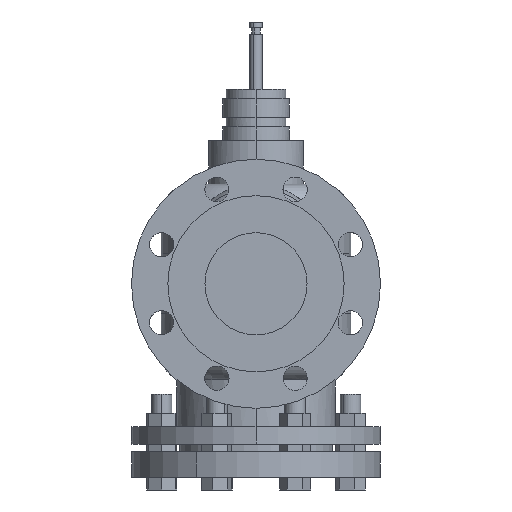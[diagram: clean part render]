
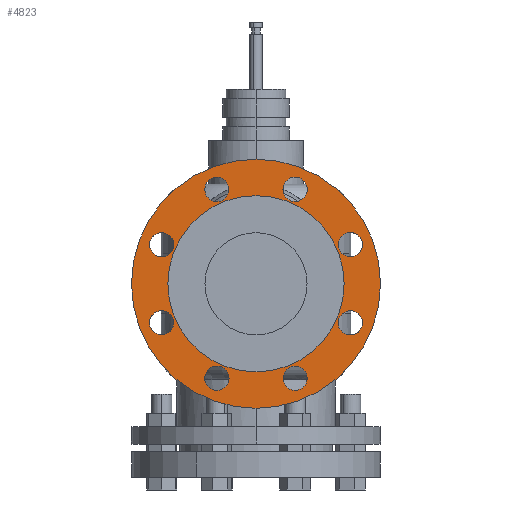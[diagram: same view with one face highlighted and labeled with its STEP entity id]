
A CAD part, left-side view. The second image highlights one B-rep face of the part: STEP entity #4823.
In plain terms, the highlighted planar face has unit normal (-1, 0, 0).
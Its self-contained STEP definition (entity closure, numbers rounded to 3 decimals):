
#3862=CARTESIAN_POINT('Vertex',(-150.5,0.,32.5)) ;
#3869=CARTESIAN_POINT('Vertex',(-150.5,0.,227.5)) ;
#3872=CARTESIAN_POINT('Axis2P3D Location',(-150.5,0.,130.)) ;
#3884=CARTESIAN_POINT('Axis2P3D Location',(-150.5,0.,130.)) ;
#3905=CARTESIAN_POINT('Vertex',(-150.5,-67.193,167.332)) ;
#3908=CARTESIAN_POINT('Axis2P3D Location',(-150.5,-73.91,160.615)) ;
#3912=CARTESIAN_POINT('Vertex',(-150.5,-80.628,153.897)) ;
#3927=CARTESIAN_POINT('Axis2P3D Location',(-150.5,-73.91,160.615)) ;
#3948=CARTESIAN_POINT('Vertex',(-150.5,-21.115,203.91)) ;
#3951=CARTESIAN_POINT('Axis2P3D Location',(-150.5,-30.615,203.91)) ;
#3955=CARTESIAN_POINT('Vertex',(-150.5,-40.115,203.91)) ;
#3970=CARTESIAN_POINT('Axis2P3D Location',(-150.5,-30.615,203.91)) ;
#3991=CARTESIAN_POINT('Vertex',(-150.5,-73.91,108.885)) ;
#3994=CARTESIAN_POINT('Axis2P3D Location',(-150.5,-73.91,99.385)) ;
#3998=CARTESIAN_POINT('Vertex',(-150.5,-73.91,89.885)) ;
#4013=CARTESIAN_POINT('Axis2P3D Location',(-150.5,-73.91,99.385)) ;
#4034=CARTESIAN_POINT('Vertex',(-150.5,-37.332,62.807)) ;
#4037=CARTESIAN_POINT('Axis2P3D Location',(-150.5,-30.615,56.09)) ;
#4041=CARTESIAN_POINT('Vertex',(-150.5,-23.897,49.372)) ;
#4056=CARTESIAN_POINT('Axis2P3D Location',(-150.5,-30.615,56.09)) ;
#4077=CARTESIAN_POINT('Vertex',(-150.5,21.115,56.09)) ;
#4080=CARTESIAN_POINT('Axis2P3D Location',(-150.5,30.615,56.09)) ;
#4084=CARTESIAN_POINT('Vertex',(-150.5,40.115,56.09)) ;
#4099=CARTESIAN_POINT('Axis2P3D Location',(-150.5,30.615,56.09)) ;
#4120=CARTESIAN_POINT('Vertex',(-150.5,67.193,92.668)) ;
#4123=CARTESIAN_POINT('Axis2P3D Location',(-150.5,73.91,99.385)) ;
#4127=CARTESIAN_POINT('Vertex',(-150.5,80.628,106.103)) ;
#4142=CARTESIAN_POINT('Axis2P3D Location',(-150.5,73.91,99.385)) ;
#4163=CARTESIAN_POINT('Vertex',(-150.5,73.91,151.115)) ;
#4166=CARTESIAN_POINT('Axis2P3D Location',(-150.5,73.91,160.615)) ;
#4170=CARTESIAN_POINT('Vertex',(-150.5,73.91,170.115)) ;
#4185=CARTESIAN_POINT('Axis2P3D Location',(-150.5,73.91,160.615)) ;
#4206=CARTESIAN_POINT('Vertex',(-150.5,37.332,197.193)) ;
#4209=CARTESIAN_POINT('Axis2P3D Location',(-150.5,30.615,203.91)) ;
#4213=CARTESIAN_POINT('Vertex',(-150.5,23.897,210.628)) ;
#4228=CARTESIAN_POINT('Axis2P3D Location',(-150.5,30.615,203.91)) ;
#4764=CARTESIAN_POINT('Axis2P3D Location',(-150.5,0.,81.25)) ;
#4773=CARTESIAN_POINT('Axis2P3D Location',(-150.5,0.,130.)) ;
#4777=CARTESIAN_POINT('Vertex',(-150.5,0.,199.)) ;
#4779=CARTESIAN_POINT('Vertex',(-150.5,0.,61.)) ;
#4782=CARTESIAN_POINT('Axis2P3D Location',(-150.5,0.,130.)) ;
#3873=DIRECTION('Axis2P3D Direction',(1.,0.,0.)) ;
#3885=DIRECTION('Axis2P3D Direction',(1.,0.,0.)) ;
#3909=DIRECTION('Axis2P3D Direction',(-1.,-0.,0.)) ;
#3928=DIRECTION('Axis2P3D Direction',(-1.,-0.,0.)) ;
#3952=DIRECTION('Axis2P3D Direction',(-1.,-0.,0.)) ;
#3971=DIRECTION('Axis2P3D Direction',(-1.,-0.,0.)) ;
#3995=DIRECTION('Axis2P3D Direction',(-1.,-0.,-0.)) ;
#4014=DIRECTION('Axis2P3D Direction',(-1.,-0.,-0.)) ;
#4038=DIRECTION('Axis2P3D Direction',(-1.,0.,-0.)) ;
#4057=DIRECTION('Axis2P3D Direction',(-1.,0.,-0.)) ;
#4081=DIRECTION('Axis2P3D Direction',(-1.,0.,-0.)) ;
#4100=DIRECTION('Axis2P3D Direction',(-1.,0.,-0.)) ;
#4124=DIRECTION('Axis2P3D Direction',(-1.,0.,0.)) ;
#4143=DIRECTION('Axis2P3D Direction',(-1.,0.,0.)) ;
#4167=DIRECTION('Axis2P3D Direction',(-1.,0.,0.)) ;
#4186=DIRECTION('Axis2P3D Direction',(-1.,0.,0.)) ;
#4210=DIRECTION('Axis2P3D Direction',(-1.,0.,0.)) ;
#4229=DIRECTION('Axis2P3D Direction',(-1.,0.,0.)) ;
#4765=DIRECTION('Axis2P3D Direction',(-1.,0.,0.)) ;
#4766=DIRECTION('Axis2P3D XDirection',(0.,1.,0.)) ;
#4774=DIRECTION('Axis2P3D Direction',(-1.,0.,0.)) ;
#4783=DIRECTION('Axis2P3D Direction',(-1.,0.,0.)) ;
#3874=AXIS2_PLACEMENT_3D('Circle Axis2P3D',#3872,#3873,$) ;
#3886=AXIS2_PLACEMENT_3D('Circle Axis2P3D',#3884,#3885,$) ;
#3910=AXIS2_PLACEMENT_3D('Circle Axis2P3D',#3908,#3909,$) ;
#3929=AXIS2_PLACEMENT_3D('Circle Axis2P3D',#3927,#3928,$) ;
#3953=AXIS2_PLACEMENT_3D('Circle Axis2P3D',#3951,#3952,$) ;
#3972=AXIS2_PLACEMENT_3D('Circle Axis2P3D',#3970,#3971,$) ;
#3996=AXIS2_PLACEMENT_3D('Circle Axis2P3D',#3994,#3995,$) ;
#4015=AXIS2_PLACEMENT_3D('Circle Axis2P3D',#4013,#4014,$) ;
#4039=AXIS2_PLACEMENT_3D('Circle Axis2P3D',#4037,#4038,$) ;
#4058=AXIS2_PLACEMENT_3D('Circle Axis2P3D',#4056,#4057,$) ;
#4082=AXIS2_PLACEMENT_3D('Circle Axis2P3D',#4080,#4081,$) ;
#4101=AXIS2_PLACEMENT_3D('Circle Axis2P3D',#4099,#4100,$) ;
#4125=AXIS2_PLACEMENT_3D('Circle Axis2P3D',#4123,#4124,$) ;
#4144=AXIS2_PLACEMENT_3D('Circle Axis2P3D',#4142,#4143,$) ;
#4168=AXIS2_PLACEMENT_3D('Circle Axis2P3D',#4166,#4167,$) ;
#4187=AXIS2_PLACEMENT_3D('Circle Axis2P3D',#4185,#4186,$) ;
#4211=AXIS2_PLACEMENT_3D('Circle Axis2P3D',#4209,#4210,$) ;
#4230=AXIS2_PLACEMENT_3D('Circle Axis2P3D',#4228,#4229,$) ;
#4767=AXIS2_PLACEMENT_3D('Plane Axis2P3D',#4764,#4765,#4766) ;
#4775=AXIS2_PLACEMENT_3D('Circle Axis2P3D',#4773,#4774,$) ;
#4784=AXIS2_PLACEMENT_3D('Circle Axis2P3D',#4782,#4783,$) ;
#3875=CIRCLE('generated circle',#3874,97.5) ;
#3887=CIRCLE('generated circle',#3886,97.5) ;
#3911=CIRCLE('generated circle',#3910,9.5) ;
#3930=CIRCLE('generated circle',#3929,9.5) ;
#3954=CIRCLE('generated circle',#3953,9.5) ;
#3973=CIRCLE('generated circle',#3972,9.5) ;
#3997=CIRCLE('generated circle',#3996,9.5) ;
#4016=CIRCLE('generated circle',#4015,9.5) ;
#4040=CIRCLE('generated circle',#4039,9.5) ;
#4059=CIRCLE('generated circle',#4058,9.5) ;
#4083=CIRCLE('generated circle',#4082,9.5) ;
#4102=CIRCLE('generated circle',#4101,9.5) ;
#4126=CIRCLE('generated circle',#4125,9.5) ;
#4145=CIRCLE('generated circle',#4144,9.5) ;
#4169=CIRCLE('generated circle',#4168,9.5) ;
#4188=CIRCLE('generated circle',#4187,9.5) ;
#4212=CIRCLE('generated circle',#4211,9.5) ;
#4231=CIRCLE('generated circle',#4230,9.5) ;
#4776=CIRCLE('generated circle',#4775,69.) ;
#4785=CIRCLE('generated circle',#4784,69.) ;
#4768=PLANE('',#4767) ;
#4790=FACE_BOUND('',#4787,.T.) ;
#4794=FACE_BOUND('',#4791,.T.) ;
#4798=FACE_BOUND('',#4795,.T.) ;
#4802=FACE_BOUND('',#4799,.T.) ;
#4806=FACE_BOUND('',#4803,.T.) ;
#4810=FACE_BOUND('',#4807,.T.) ;
#4814=FACE_BOUND('',#4811,.T.) ;
#4818=FACE_BOUND('',#4815,.T.) ;
#4822=FACE_BOUND('',#4819,.T.) ;
#3876=EDGE_CURVE('',#3870,#3863,#3875,.T.) ;
#3888=EDGE_CURVE('',#3863,#3870,#3887,.T.) ;
#3914=EDGE_CURVE('',#3906,#3913,#3911,.T.) ;
#3931=EDGE_CURVE('',#3913,#3906,#3930,.T.) ;
#3957=EDGE_CURVE('',#3949,#3956,#3954,.T.) ;
#3974=EDGE_CURVE('',#3956,#3949,#3973,.T.) ;
#4000=EDGE_CURVE('',#3992,#3999,#3997,.T.) ;
#4017=EDGE_CURVE('',#3999,#3992,#4016,.T.) ;
#4043=EDGE_CURVE('',#4035,#4042,#4040,.T.) ;
#4060=EDGE_CURVE('',#4042,#4035,#4059,.T.) ;
#4086=EDGE_CURVE('',#4078,#4085,#4083,.T.) ;
#4103=EDGE_CURVE('',#4085,#4078,#4102,.T.) ;
#4129=EDGE_CURVE('',#4121,#4128,#4126,.T.) ;
#4146=EDGE_CURVE('',#4128,#4121,#4145,.T.) ;
#4172=EDGE_CURVE('',#4164,#4171,#4169,.T.) ;
#4189=EDGE_CURVE('',#4171,#4164,#4188,.T.) ;
#4215=EDGE_CURVE('',#4207,#4214,#4212,.T.) ;
#4232=EDGE_CURVE('',#4214,#4207,#4231,.T.) ;
#4781=EDGE_CURVE('',#4778,#4780,#4776,.T.) ;
#4786=EDGE_CURVE('',#4780,#4778,#4785,.T.) ;
#4770=ORIENTED_EDGE('',*,*,#3888,.F.) ;
#4771=ORIENTED_EDGE('',*,*,#3876,.F.) ;
#4788=ORIENTED_EDGE('',*,*,#4781,.F.) ;
#4789=ORIENTED_EDGE('',*,*,#4786,.F.) ;
#4792=ORIENTED_EDGE('',*,*,#3931,.F.) ;
#4793=ORIENTED_EDGE('',*,*,#3914,.F.) ;
#4796=ORIENTED_EDGE('',*,*,#3974,.F.) ;
#4797=ORIENTED_EDGE('',*,*,#3957,.F.) ;
#4800=ORIENTED_EDGE('',*,*,#4017,.F.) ;
#4801=ORIENTED_EDGE('',*,*,#4000,.F.) ;
#4804=ORIENTED_EDGE('',*,*,#4060,.F.) ;
#4805=ORIENTED_EDGE('',*,*,#4043,.F.) ;
#4808=ORIENTED_EDGE('',*,*,#4103,.F.) ;
#4809=ORIENTED_EDGE('',*,*,#4086,.F.) ;
#4812=ORIENTED_EDGE('',*,*,#4146,.F.) ;
#4813=ORIENTED_EDGE('',*,*,#4129,.F.) ;
#4816=ORIENTED_EDGE('',*,*,#4189,.F.) ;
#4817=ORIENTED_EDGE('',*,*,#4172,.F.) ;
#4820=ORIENTED_EDGE('',*,*,#4232,.F.) ;
#4821=ORIENTED_EDGE('',*,*,#4215,.F.) ;
#4769=EDGE_LOOP('',(#4770,#4771)) ;
#4787=EDGE_LOOP('',(#4788,#4789)) ;
#4791=EDGE_LOOP('',(#4792,#4793)) ;
#4795=EDGE_LOOP('',(#4796,#4797)) ;
#4799=EDGE_LOOP('',(#4800,#4801)) ;
#4803=EDGE_LOOP('',(#4804,#4805)) ;
#4807=EDGE_LOOP('',(#4808,#4809)) ;
#4811=EDGE_LOOP('',(#4812,#4813)) ;
#4815=EDGE_LOOP('',(#4816,#4817)) ;
#4819=EDGE_LOOP('',(#4820,#4821)) ;
#3863=VERTEX_POINT('',#3862) ;
#3870=VERTEX_POINT('',#3869) ;
#3906=VERTEX_POINT('',#3905) ;
#3913=VERTEX_POINT('',#3912) ;
#3949=VERTEX_POINT('',#3948) ;
#3956=VERTEX_POINT('',#3955) ;
#3992=VERTEX_POINT('',#3991) ;
#3999=VERTEX_POINT('',#3998) ;
#4035=VERTEX_POINT('',#4034) ;
#4042=VERTEX_POINT('',#4041) ;
#4078=VERTEX_POINT('',#4077) ;
#4085=VERTEX_POINT('',#4084) ;
#4121=VERTEX_POINT('',#4120) ;
#4128=VERTEX_POINT('',#4127) ;
#4164=VERTEX_POINT('',#4163) ;
#4171=VERTEX_POINT('',#4170) ;
#4207=VERTEX_POINT('',#4206) ;
#4214=VERTEX_POINT('',#4213) ;
#4778=VERTEX_POINT('',#4777) ;
#4780=VERTEX_POINT('',#4779) ;
#4823=ADVANCED_FACE('LUMP1',(#4772,#4790,#4794,#4798,#4802,#4806,#4810,#4814,#4818,#4822),#4768,.T.) ;
#4772=FACE_OUTER_BOUND('',#4769,.T.) ;
